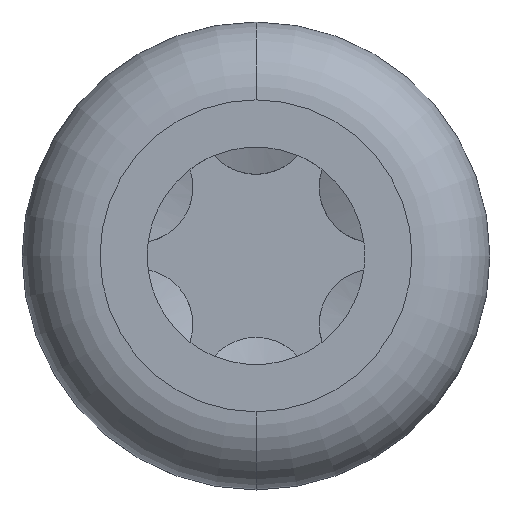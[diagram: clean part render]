
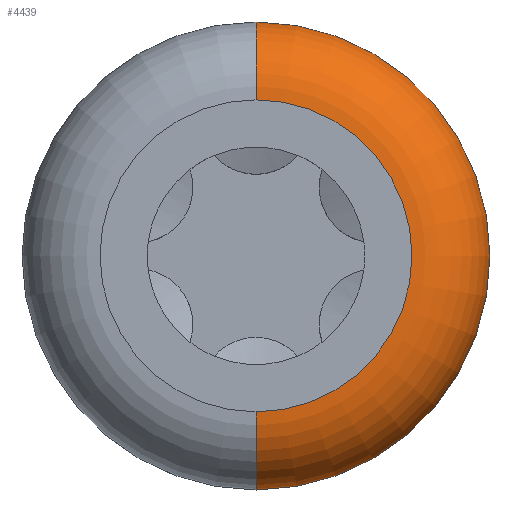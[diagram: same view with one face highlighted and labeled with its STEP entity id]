
A CAD part, top view. The second image highlights one B-rep face of the part: STEP entity #4439.
In plain terms, the highlighted toroidal (fillet/blend) face has major radius 1.202 mm and minor radius 0.601 mm.
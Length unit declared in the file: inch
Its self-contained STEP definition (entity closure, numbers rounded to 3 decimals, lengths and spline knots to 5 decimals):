
#84 = CARTESIAN_POINT ( 'NONE',  ( 0.071, 0., 0.02233 ) ) ;
#93 = VERTEX_POINT ( 'NONE', #3067 ) ;
#127 = DIRECTION ( 'NONE',  ( 1., 0., 0. ) ) ;
#136 = DIRECTION ( 'NONE',  ( 0., 1., 0. ) ) ;
#441 = DIRECTION ( 'NONE',  ( -1., 0., 0. ) ) ;
#604 = CARTESIAN_POINT ( 'NONE',  ( 0., 0., 0.02233 ) ) ;
#682 = FACE_OUTER_BOUND ( 'NONE', #4129, .T. ) ;
#1011 = EDGE_CURVE ( 'NONE', #1195, #1803, #2865, .T. ) ;
#1049 = EDGE_CURVE ( 'NONE', #1195, #93, #2994, .T. ) ;
#1195 = VERTEX_POINT ( 'NONE', #2033 ) ;
#1220 = CARTESIAN_POINT ( 'NONE',  ( 0., -0.071, 0.02233 ) ) ;
#1235 = DIRECTION ( 'NONE',  ( 0., 0., -1. ) ) ;
#1302 = EDGE_CURVE ( 'NONE', #4146, #3586, #1983, .T. ) ;
#1447 = AXIS2_PLACEMENT_3D ( 'NONE', #2282, #441, #3863 ) ;
#1485 = CARTESIAN_POINT ( 'NONE',  ( 0., 0., 0.02233 ) ) ;
#1516 = CARTESIAN_POINT ( 'NONE',  ( 0., 0., 0.046 ) ) ;
#1683 = ORIENTED_EDGE ( 'NONE', *, *, #1970, .F. ) ;
#1749 = ORIENTED_EDGE ( 'NONE', *, *, #1049, .F. ) ;
#1803 = VERTEX_POINT ( 'NONE', #4452 ) ;
#1970 = EDGE_CURVE ( 'NONE', #93, #4146, #4417, .T. ) ;
#1972 = ORIENTED_EDGE ( 'NONE', *, *, #1302, .F. ) ;
#1983 = CIRCLE ( 'NONE', #3594, 0.071 ) ;
#2023 = AXIS2_PLACEMENT_3D ( 'NONE', #1516, #4607, #4227 ) ;
#2033 = CARTESIAN_POINT ( 'NONE',  ( 0., 0.04733, 0.046 ) ) ;
#2037 = ORIENTED_EDGE ( 'NONE', *, *, #1011, .T. ) ;
#2223 = DIRECTION ( 'NONE',  ( 0., 1., 0. ) ) ;
#2282 = CARTESIAN_POINT ( 'NONE',  ( 0., 0.04733, 0.02233 ) ) ;
#2366 = CARTESIAN_POINT ( 'NONE',  ( 0., -0.04733, 0.02233 ) ) ;
#2390 = TOROIDAL_SURFACE ( 'NONE', #2488, 0.04733, 0.02367 ) ;
#2445 = EDGE_CURVE ( 'NONE', #1803, #3586, #4813, .T. ) ;
#2488 = AXIS2_PLACEMENT_3D ( 'NONE', #604, #3210, #4011 ) ;
#2865 = CIRCLE ( 'NONE', #2023, 0.04733 ) ;
#2994 = CIRCLE ( 'NONE', #1447, 0.02367 ) ;
#3067 = CARTESIAN_POINT ( 'NONE',  ( 0., 0.071, 0.02233 ) ) ;
#3076 = AXIS2_PLACEMENT_3D ( 'NONE', #2366, #127, #3473 ) ;
#3210 = DIRECTION ( 'NONE',  ( 0., 0., -1. ) ) ;
#3473 = DIRECTION ( 'NONE',  ( 0., 1., 0. ) ) ;
#3586 = VERTEX_POINT ( 'NONE', #1220 ) ;
#3594 = AXIS2_PLACEMENT_3D ( 'NONE', #3922, #1235, #136 ) ;
#3863 = DIRECTION ( 'NONE',  ( 0., 0., 1. ) ) ;
#3922 = CARTESIAN_POINT ( 'NONE',  ( 0., 0., 0.02233 ) ) ;
#4011 = DIRECTION ( 'NONE',  ( 0., 1., 0. ) ) ;
#4129 = EDGE_LOOP ( 'NONE', ( #2037, #4720, #1972, #1683, #1749 ) ) ;
#4146 = VERTEX_POINT ( 'NONE', #84 ) ;
#4157 = DIRECTION ( 'NONE',  ( 0., 0., -1. ) ) ;
#4227 = DIRECTION ( 'NONE',  ( 0., 1., 0. ) ) ;
#4417 = CIRCLE ( 'NONE', #4598, 0.071 ) ;
#4439 = ADVANCED_FACE ( 'NONE', ( #682 ), #2390, .T. ) ;
#4452 = CARTESIAN_POINT ( 'NONE',  ( 0., -0.04733, 0.046 ) ) ;
#4598 = AXIS2_PLACEMENT_3D ( 'NONE', #1485, #4157, #2223 ) ;
#4607 = DIRECTION ( 'NONE',  ( 0., 0., -1. ) ) ;
#4720 = ORIENTED_EDGE ( 'NONE', *, *, #2445, .T. ) ;
#4813 = CIRCLE ( 'NONE', #3076, 0.02367 ) ;
